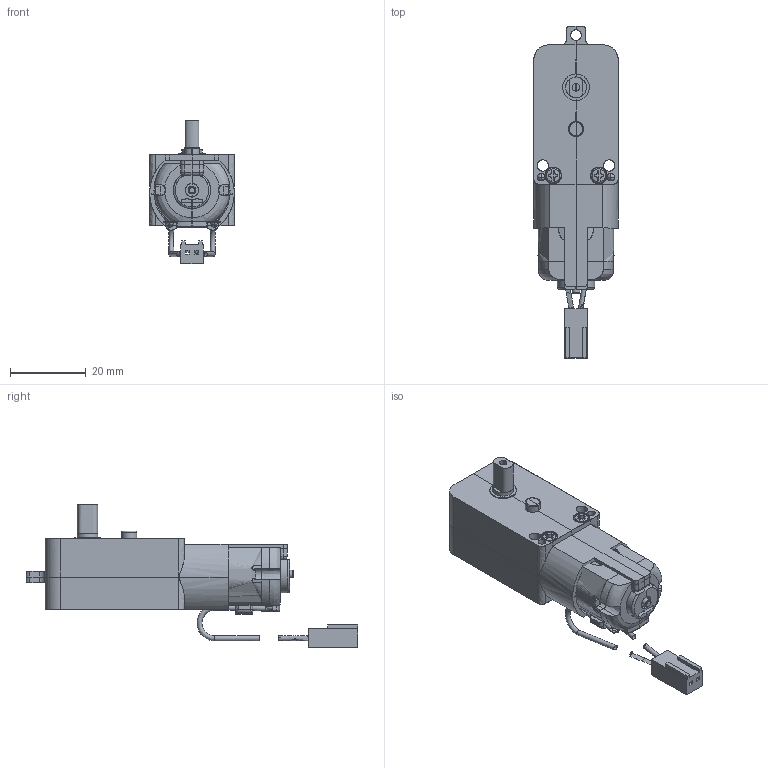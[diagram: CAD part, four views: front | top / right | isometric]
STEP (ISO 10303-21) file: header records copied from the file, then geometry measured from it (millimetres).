
FILE_DESCRIPTION((''),'2;1');
FILE_NAME('MT.stp','2021-05-17T11:41:17',(''),(''),'AutoCAD STEP 2000i','AutoCAD 2000i',', , ');
FILE_SCHEMA(('CONFIG_CONTROL_DESIGN'));
Length unit declared in the file: millimetre
Products named in the file (1): MT-G11
Bounding box: 22.3 x 87.55 x 37.85 mm (x, y, z)
Surface area: 11238.9 mm2 (no closed solid volume)
Topology: 0 solids, 0 shells, 446 faces, 2108 edges, 2140 vertices
Faces by surface type: bspline 446
Entity records: 35756 total; most frequent: CARTESIAN_POINT 26393, QUASI_UNIFORM_CURVE 2914, COMPOSITE_CURVE_SEGMENT 1967, PCURVE 1962, B_SPLINE_CURVE_WITH_KNOTS 691, CURVE_BOUNDED_SURFACE 446, OUTER_BOUNDARY_CURVE 444, QUASI_UNIFORM_SURFACE 223
